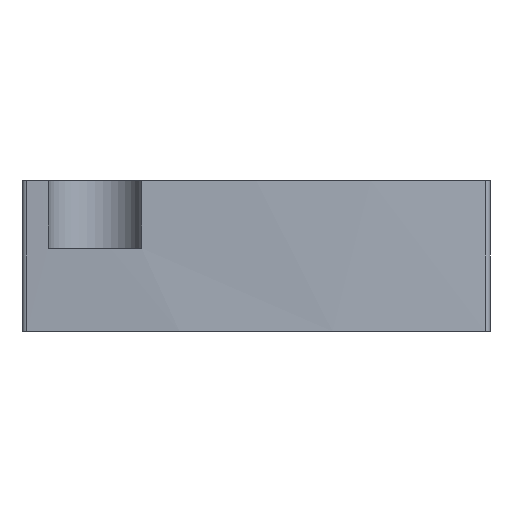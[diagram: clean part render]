
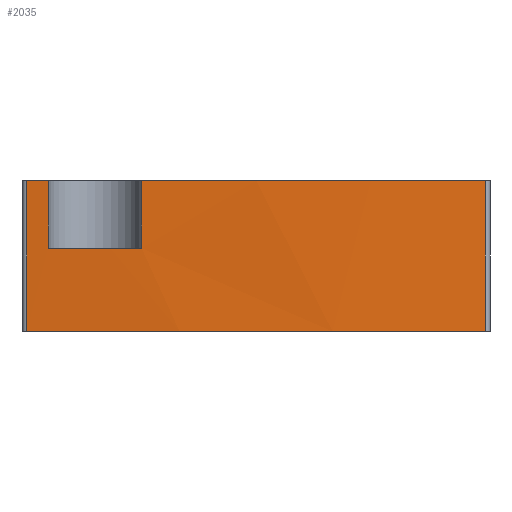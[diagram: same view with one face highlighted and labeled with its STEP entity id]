
A CAD part, front view. The second image highlights one B-rep face of the part: STEP entity #2035.
In plain terms, the highlighted cylindrical face has radius 253.625 mm (diameter 507.25 mm), a partial arc.
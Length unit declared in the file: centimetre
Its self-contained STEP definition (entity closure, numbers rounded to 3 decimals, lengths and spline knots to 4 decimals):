
#48=CYLINDRICAL_SURFACE('',#2145,25.3625);
#50=CIRCLE('',#2040,25.3625);
#56=CIRCLE('',#2051,25.3625);
#79=CIRCLE('',#2146,25.3625);
#80=VERTEX_POINT('',#2529);
#81=VERTEX_POINT('',#2530);
#85=VERTEX_POINT('',#2540);
#87=VERTEX_POINT('',#2546);
#92=VERTEX_POINT('',#2562);
#104=VERTEX_POINT('',#2585);
#109=VERTEX_POINT('',#2598);
#162=VERTEX_POINT('',#2703);
#284=VECTOR('',#2148,1.);
#289=VECTOR('',#2161,1.);
#302=VECTOR('',#2208,1.);
#351=VECTOR('',#2260,1.);
#508=LINE('',#2528,#284);
#513=LINE('',#2545,#289);
#526=LINE('',#2599,#302);
#575=LINE('',#2702,#351);
#732=EDGE_CURVE('',#80,#81,#508,.T.);
#737=EDGE_CURVE('',#85,#80,#50,.T.);
#740=EDGE_CURVE('',#87,#85,#513,.T.);
#747=EDGE_CURVE('',#92,#87,#56,.T.);
#760=EDGE_CURVE('',#81,#104,#56,.T.);
#766=EDGE_CURVE('',#109,#104,#526,.T.);
#820=EDGE_CURVE('',#92,#162,#575,.T.);
#1037=EDGE_CURVE('',#109,#162,#79,.T.);
#1634=ORIENTED_EDGE('',*,*,#732,.T.);
#1635=ORIENTED_EDGE('',*,*,#760,.T.);
#1636=ORIENTED_EDGE('',*,*,#766,.F.);
#1637=ORIENTED_EDGE('',*,*,#1037,.T.);
#1638=ORIENTED_EDGE('',*,*,#820,.F.);
#1639=ORIENTED_EDGE('',*,*,#747,.T.);
#1640=ORIENTED_EDGE('',*,*,#740,.T.);
#1641=ORIENTED_EDGE('',*,*,#737,.T.);
#1782=EDGE_LOOP('',(#1634,#1635,#1636,#1637,#1638,#1639,#1640,#1641));
#1918=FACE_BOUND('',#1782,.T.);
#2035=ADVANCED_FACE('',(#1918),#48,.T.);
#2040=AXIS2_PLACEMENT_3D('',#2539,#2155,#2156);
#2051=AXIS2_PLACEMENT_3D('',#2561,#2178,#2179);
#2145=AXIS2_PLACEMENT_3D('',#3063,#2523,#2524);
#2146=AXIS2_PLACEMENT_3D('',#3064,#2525,#2526);
#2148=DIRECTION('',(0.,0.,1.));
#2155=DIRECTION('',(0.,0.,-1.));
#2156=DIRECTION('',(25.363,0.,0.));
#2161=DIRECTION('',(0.,0.,-1.));
#2178=DIRECTION('',(0.,0.,-1.));
#2179=DIRECTION('',(25.363,0.,0.));
#2208=DIRECTION('',(0.,0.,1.));
#2260=DIRECTION('',(0.,0.,-1.));
#2523=DIRECTION('',(0.,0.,1.));
#2524=DIRECTION('',(25.363,0.,0.));
#2525=DIRECTION('',(0.,0.,1.));
#2526=DIRECTION('',(25.363,0.,0.));
#2528=CARTESIAN_POINT('',(-2.,-3.921,1.125));
#2529=CARTESIAN_POINT('',(-2.,-3.921,0.8));
#2530=CARTESIAN_POINT('',(-2.,-3.921,1.45));
#2539=CARTESIAN_POINT('',(0.,21.3625,0.8));
#2540=CARTESIAN_POINT('',(-1.1,-3.9761,0.8));
#2545=CARTESIAN_POINT('',(-1.1,-3.9761,1.125));
#2546=CARTESIAN_POINT('',(-1.1,-3.9761,1.45));
#2561=CARTESIAN_POINT('',(0.,21.3625,1.45));
#2562=CARTESIAN_POINT('',(2.2043,-3.904,1.45));
#2585=CARTESIAN_POINT('',(-2.2043,-3.904,1.45));
#2598=CARTESIAN_POINT('',(-2.2043,-3.904,0.));
#2599=CARTESIAN_POINT('',(-2.2043,-3.904,0.));
#2702=CARTESIAN_POINT('',(2.2043,-3.904,0.));
#2703=CARTESIAN_POINT('',(2.2043,-3.904,0.));
#3063=CARTESIAN_POINT('',(0.,21.3625,0.));
#3064=CARTESIAN_POINT('',(0.,21.3625,0.));
